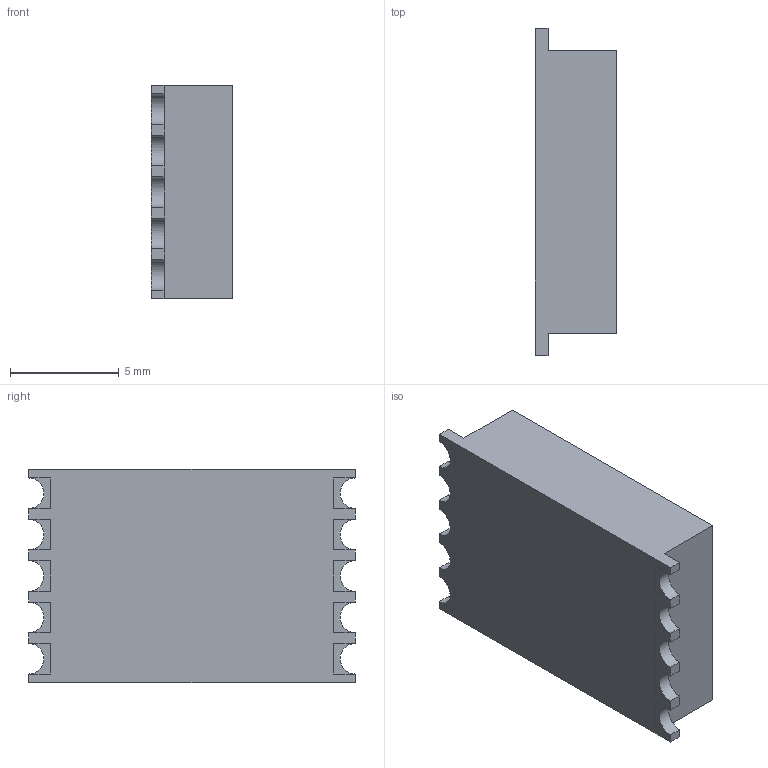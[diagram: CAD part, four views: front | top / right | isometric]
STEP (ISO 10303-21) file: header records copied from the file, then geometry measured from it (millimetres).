
FILE_DESCRIPTION(('STEP AP214'), '1');
FILE_NAME('Ñåìèñåãìåíòíûé èíäèêàòîð ÈÏÖ52À91', '2019-06-07T08:40:35', ('user'), (''), 'ASCON STEP Converter 1.3', 'ASCON Math Kernel', '');
FILE_SCHEMA(('AUTOMOTIVE_DESIGN { 1 0 10303 214 3 1 1}'));
Length unit declared in the file: millimetre
Bounding box: 3.75 x 15 x 9.8 mm (x, y, z)
Volume: 482.1 mm3; surface area: 460.2 mm2
Topology: 1 solids, 1 shells, 161 faces, 413 edges, 262 vertices
Faces by surface type: plane 150, cylinder 11
Full cylindrical faces by diameter (mm): 1.2 x1
Entity records: 6076 total; most frequent: CARTESIAN_POINT 836, ORIENTED_EDGE 824, DIRECTION 758, EDGE_CURVE 412, LINE 390, VECTOR 390, VERTEX_POINT 262, AXIS2_PLACEMENT_3D 184
